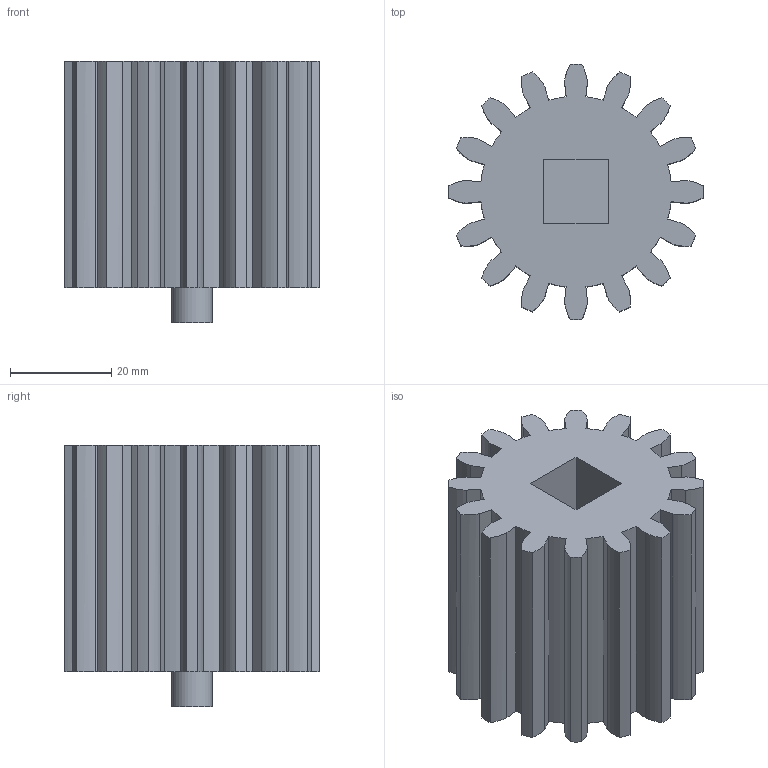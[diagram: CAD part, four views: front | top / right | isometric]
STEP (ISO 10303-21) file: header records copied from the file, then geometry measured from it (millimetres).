
FILE_DESCRIPTION(/* description */ (''),/* implementation_level */ '2;1');
FILE_NAME(/* name */ 'Gear Pump Drive Gear.step',/* time_stamp */ '2026-01-05T20:54:09-06:00',/* author */ (''),/* organization */ (''),/* preprocessor_version */ 'ST-DEVELOPER v20.1',/* originating_system */ 'Autodesk Translation Framework v14.21.0.0',/* authorisation */ '');
FILE_SCHEMA (('AUTOMOTIVE_DESIGN { 1 0 10303 214 3 1 1 }'));
Products named in the file (2): Gear Pump Drive Gear; Component1
Assembly tree (1 placements, depth 2):
  Gear Pump Drive Gear
    Component1
Bounding box: 50.39 x 50.39 x 51.8 mm (x, y, z)
Volume: 64890.7 mm3; surface area: 17956.3 mm2
Topology: 1 solids, 1 shells, 137 faces, 399 edges, 266 vertices
Faces by surface type: plane 72, cylinder 33, bspline 32
Full cylindrical faces by diameter (mm): 8.1 x1
Entity records: 35880 total; most frequent: CARTESIAN_POINT 32645, ORIENTED_EDGE 798, DIRECTION 553, EDGE_CURVE 399, VERTEX_POINT 266, LINE 205, VECTOR 205, AXIS2_PLACEMENT_3D 174
